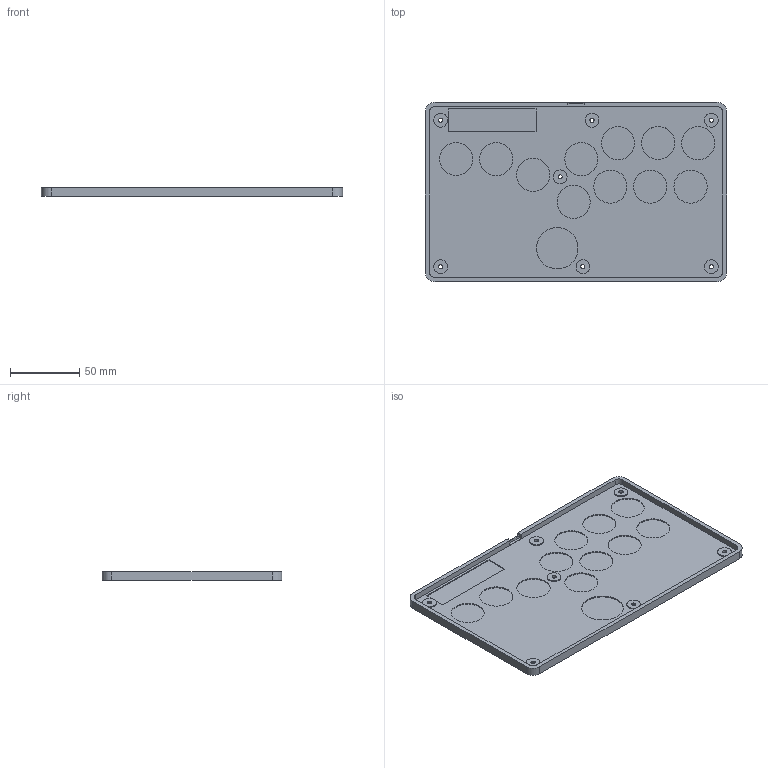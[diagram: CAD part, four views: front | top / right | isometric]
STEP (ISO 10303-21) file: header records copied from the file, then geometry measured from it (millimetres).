
FILE_DESCRIPTION(/* description */ (''),/* implementation_level */ '2;1');
FILE_NAME(/* name */ 'CNC Flatbox Rev 4 Bottom.step',/* time_stamp */ '2023-09-22T14:39:34-07:00',/* author */ (''),/* organization */ (''),/* preprocessor_version */ 'ST-DEVELOPER v20',/* originating_system */ 'Autodesk Translation Framework v12.14.0.127',/* authorisation */ '');
FILE_SCHEMA (('AUTOMOTIVE_DESIGN { 1 0 10303 214 3 1 1 }'));
Length unit declared in the file: millimetre
Products named in the file (1): CNC Flatbox Rev 4
Bounding box: 218 x 130.1 x 6.3 mm (x, y, z)
Volume: 57611.6 mm3; surface area: 64970.2 mm2
Topology: 1 solids, 1 shells, 101 faces, 209 edges, 134 vertices
Faces by surface type: plane 49, cylinder 45, cone 7
Full cylindrical faces by diameter (mm): 3 x7, 4.6 x7, 6 x4, 10 x7, 24 x11, 30 x1
Entity records: 2742 total; most frequent: DIRECTION 503, CARTESIAN_POINT 445, ORIENTED_EDGE 418, EDGE_CURVE 209, AXIS2_PLACEMENT_3D 192, EDGE_LOOP 139, VERTEX_POINT 134, LINE 119
